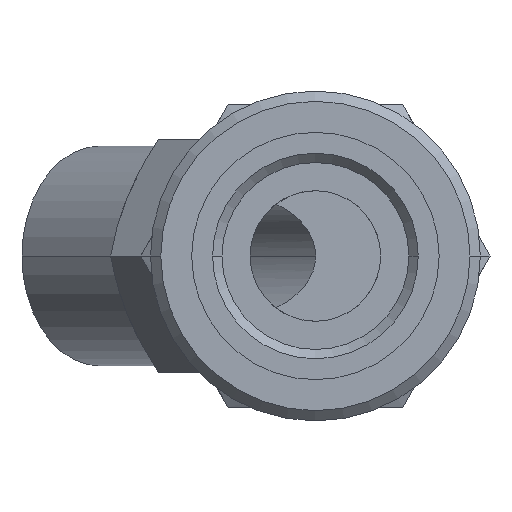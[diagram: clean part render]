
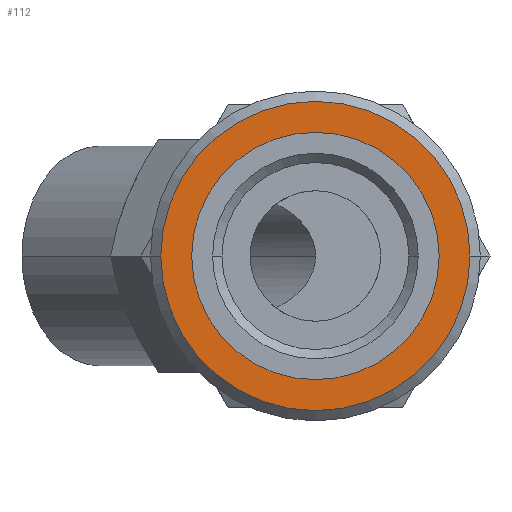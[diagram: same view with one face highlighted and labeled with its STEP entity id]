
A CAD part, front view. The second image highlights one B-rep face of the part: STEP entity #112.
In plain terms, the highlighted planar face has unit normal (0, -1, 0).
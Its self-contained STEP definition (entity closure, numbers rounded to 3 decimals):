
#112=ADVANCED_FACE('',(#300,#301),#302,.T.);
#300=FACE_BOUND('',#569,.T.);
#301=FACE_OUTER_BOUND('',#570,.T.);
#302=PLANE('',#571);
#569=EDGE_LOOP('',(#840,#841));
#570=EDGE_LOOP('',(#842,#843));
#571=AXIS2_PLACEMENT_3D('',#844,#845,#846);
#840=ORIENTED_EDGE('',*,*,#1534,.T.);
#841=ORIENTED_EDGE('',*,*,#1535,.T.);
#842=ORIENTED_EDGE('',*,*,#1536,.F.);
#843=ORIENTED_EDGE('',*,*,#1537,.F.);
#844=CARTESIAN_POINT('',(5.625,0.1,0.0));
#845=DIRECTION('',(-0.0,-1.0,-0.0));
#846=DIRECTION('',(-1.0,0.0,0.0));
#1534=EDGE_CURVE('',#1807,#1808,#1809,.T.);
#1535=EDGE_CURVE('',#1808,#1807,#1810,.T.);
#1536=EDGE_CURVE('',#1811,#1812,#1813,.T.);
#1537=EDGE_CURVE('',#1812,#1811,#1814,.T.);
#1807=VERTEX_POINT('',#2193);
#1808=VERTEX_POINT('',#2194);
#1809=CIRCLE('',#2195,9.0);
#1810=CIRCLE('',#2196,9.0);
#1811=VERTEX_POINT('',#2197);
#1812=VERTEX_POINT('',#2198);
#1813=CIRCLE('',#2199,11.25);
#1814=CIRCLE('',#2200,11.25);
#2193=CARTESIAN_POINT('',(-9.0,0.1,0.));
#2194=CARTESIAN_POINT('',(9.0,0.1,0.));
#2195=AXIS2_PLACEMENT_3D('',#3092,#3093,#3094);
#2196=AXIS2_PLACEMENT_3D('',#3095,#3096,#3097);
#2197=CARTESIAN_POINT('',(11.25,0.1,0.0));
#2198=CARTESIAN_POINT('',(-11.25,0.1,0.));
#2199=AXIS2_PLACEMENT_3D('',#3098,#3099,#3100);
#2200=AXIS2_PLACEMENT_3D('',#3101,#3102,#3103);
#3092=CARTESIAN_POINT('',(0.0,0.1,0.0));
#3093=DIRECTION('',(-0.0,1.0,0.0));
#3094=DIRECTION('',(1.0,0.0,0.0));
#3095=CARTESIAN_POINT('',(0.0,0.1,0.0));
#3096=DIRECTION('',(-0.0,1.0,0.0));
#3097=DIRECTION('',(1.0,0.0,0.0));
#3098=CARTESIAN_POINT('',(0.0,0.1,0.0));
#3099=DIRECTION('',(-0.0,1.0,0.0));
#3100=DIRECTION('',(1.0,0.0,0.0));
#3101=CARTESIAN_POINT('',(0.0,0.1,0.0));
#3102=DIRECTION('',(-0.0,1.0,0.0));
#3103=DIRECTION('',(1.0,0.0,0.0));
